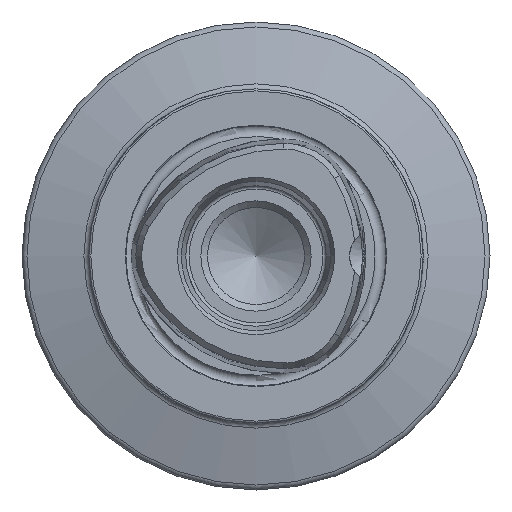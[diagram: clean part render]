
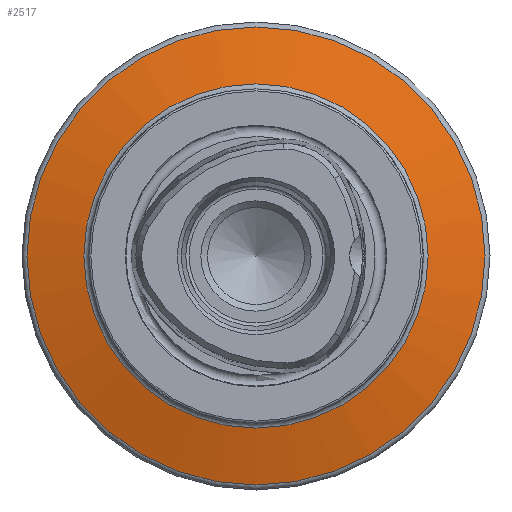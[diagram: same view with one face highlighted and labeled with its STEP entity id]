
A CAD part, left-side view. The second image highlights one B-rep face of the part: STEP entity #2517.
In plain terms, the highlighted conical face has half-angle 75 degrees and reference radius 34.259 mm.
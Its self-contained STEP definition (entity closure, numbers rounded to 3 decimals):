
#135 = EDGE_LOOP ( 'NONE', ( #2604 ) ) ;
#370 = CARTESIAN_POINT ( 'NONE',  ( 33.199, 0., -25.741 ) ) ;
#551 = DIRECTION ( 'NONE',  ( 0., 0., -1. ) ) ;
#585 = DIRECTION ( 'NONE',  ( 1., 0., 0. ) ) ;
#701 = AXIS2_PLACEMENT_3D ( 'NONE', #1976, #1758, #1851 ) ;
#774 = FACE_OUTER_BOUND ( 'NONE', #2685, .T. ) ;
#795 = CARTESIAN_POINT ( 'NONE',  ( 35.481, 0., 0. ) ) ;
#1036 = CARTESIAN_POINT ( 'NONE',  ( 35.481, 0., -34.259 ) ) ;
#1415 = ORIENTED_EDGE ( 'NONE', *, *, #2294, .F. ) ;
#1549 = AXIS2_PLACEMENT_3D ( 'NONE', #2138, #585, #551 ) ;
#1700 = CIRCLE ( 'NONE', #701, 25.741 ) ;
#1758 = DIRECTION ( 'NONE',  ( 1., 0., 0. ) ) ;
#1851 = DIRECTION ( 'NONE',  ( 0., 0., -1. ) ) ;
#1976 = CARTESIAN_POINT ( 'NONE',  ( 33.199, 0., 0. ) ) ;
#1982 = VERTEX_POINT ( 'NONE', #1036 ) ;
#2057 = CONICAL_SURFACE ( 'NONE', #2195, 34.259, 1.309 ) ;
#2138 = CARTESIAN_POINT ( 'NONE',  ( 35.481, 0., 0. ) ) ;
#2195 = AXIS2_PLACEMENT_3D ( 'NONE', #795, #2588, #2343 ) ;
#2228 = CIRCLE ( 'NONE', #1549, 34.259 ) ;
#2294 = EDGE_CURVE ( 'NONE', #1982, #1982, #2228, .T. ) ;
#2343 = DIRECTION ( 'NONE',  ( 0., 0., -1. ) ) ;
#2371 = EDGE_CURVE ( 'NONE', #2777, #2777, #1700, .T. ) ;
#2517 = ADVANCED_FACE ( 'NONE', ( #2645, #774 ), #2057, .T. ) ;
#2588 = DIRECTION ( 'NONE',  ( 1., 0., 0. ) ) ;
#2604 = ORIENTED_EDGE ( 'NONE', *, *, #2371, .T. ) ;
#2645 = FACE_BOUND ( 'NONE', #135, .T. ) ;
#2685 = EDGE_LOOP ( 'NONE', ( #1415 ) ) ;
#2777 = VERTEX_POINT ( 'NONE', #370 ) ;
